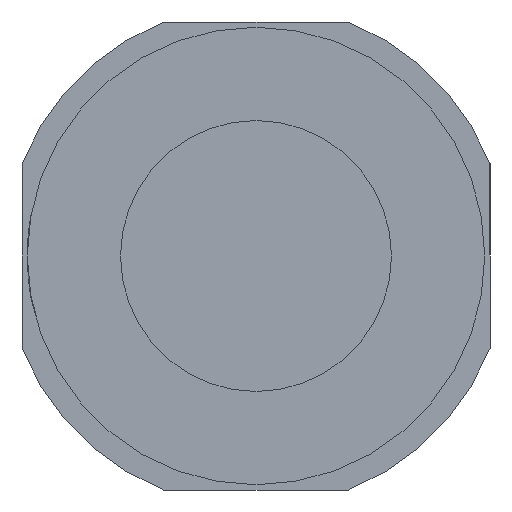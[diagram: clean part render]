
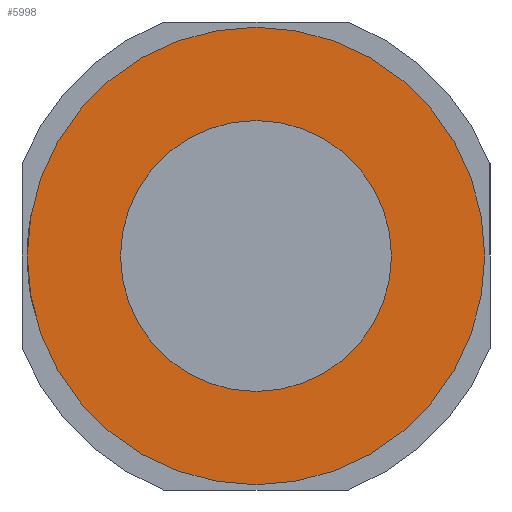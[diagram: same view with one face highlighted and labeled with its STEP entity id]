
A CAD part, left-side view. The second image highlights one B-rep face of the part: STEP entity #5998.
In plain terms, the highlighted planar face has unit normal (-1, 0, 0).
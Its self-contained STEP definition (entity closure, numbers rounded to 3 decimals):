
#1643 = CARTESIAN_POINT ( 'NONE',  ( 0., 0., 0. ) ) ;
#1644 = DIRECTION ( 'NONE',  ( -1., 0., 0. ) ) ;
#1645 = DIRECTION ( 'NONE',  ( 0., 0., 1. ) ) ;
#1753 = CARTESIAN_POINT ( 'NONE',  ( 0., 0., 0. ) ) ;
#1754 = DIRECTION ( 'NONE',  ( -1., 0., 0. ) ) ;
#1755 = DIRECTION ( 'NONE',  ( 0., 0., 1. ) ) ;
#1779 = CARTESIAN_POINT ( 'NONE',  ( 0., 0., 0. ) ) ;
#1780 = DIRECTION ( 'NONE',  ( -1., 0., 0. ) ) ;
#1781 = DIRECTION ( 'NONE',  ( 0., 0., 1. ) ) ;
#1785 = CARTESIAN_POINT ( 'NONE',  ( 0., 0., 0. ) ) ;
#1786 = DIRECTION ( 'NONE',  ( -1., 0., 0. ) ) ;
#1787 = DIRECTION ( 'NONE',  ( 0., 0., 1. ) ) ;
#2624 = CIRCLE ( 'NONE', #2628, 38.5 ) ;
#2628 = AXIS2_PLACEMENT_3D ( 'NONE', #1643, #1644, #1645 ) ;
#2638 = AXIS2_PLACEMENT_3D ( 'NONE', #10787, #10782, #10791 ) ;
#2733 = CIRCLE ( 'NONE', #2737, 38.5 ) ;
#2737 = AXIS2_PLACEMENT_3D ( 'NONE', #1779, #1780, #1781 ) ;
#2738 = CIRCLE ( 'NONE', #2742, 65. ) ;
#2742 = AXIS2_PLACEMENT_3D ( 'NONE', #1785, #1786, #1787 ) ;
#2750 = AXIS2_PLACEMENT_3D ( 'NONE', #1753, #1754, #1755 ) ;
#2755 = CIRCLE ( 'NONE', #2750, 65. ) ;
#5998 = ADVANCED_FACE ( 'NONE', ( #10785, #10783 ), #10789, .F. ) ;
#8354 = CARTESIAN_POINT ( 'NONE',  ( 0., 0., 38.5 ) ) ;
#8355 = CARTESIAN_POINT ( 'NONE',  ( 0., 0., -38.5 ) ) ;
#8359 = CARTESIAN_POINT ( 'NONE',  ( 0., 0., -65. ) ) ;
#8360 = CARTESIAN_POINT ( 'NONE',  ( 0., 0., 65. ) ) ;
#9095 = EDGE_CURVE ( 'NONE', #9735, #9734, #2624, .T. ) ;
#9127 = EDGE_CURVE ( 'NONE', #9740, #9739, #2755, .T. ) ;
#9135 = EDGE_CURVE ( 'NONE', #9734, #9735, #2733, .T. ) ;
#9137 = EDGE_CURVE ( 'NONE', #9739, #9740, #2738, .T. ) ;
#9533 = EDGE_LOOP ( 'NONE', ( #9931, #9934 ) ) ;
#9538 = EDGE_LOOP ( 'NONE', ( #9935, #9936 ) ) ;
#9734 = VERTEX_POINT ( 'NONE', #8354 ) ;
#9735 = VERTEX_POINT ( 'NONE', #8355 ) ;
#9739 = VERTEX_POINT ( 'NONE', #8359 ) ;
#9740 = VERTEX_POINT ( 'NONE', #8360 ) ;
#9931 = ORIENTED_EDGE ( 'NONE', *, *, #9135, .F. ) ;
#9934 = ORIENTED_EDGE ( 'NONE', *, *, #9095, .F. ) ;
#9935 = ORIENTED_EDGE ( 'NONE', *, *, #9127, .T. ) ;
#9936 = ORIENTED_EDGE ( 'NONE', *, *, #9137, .T. ) ;
#10782 = DIRECTION ( 'NONE',  ( 1., 0., 0. ) ) ;
#10783 = FACE_OUTER_BOUND ( 'NONE', #9538, .T. ) ;
#10785 = FACE_BOUND ( 'NONE', #9533, .T. ) ;
#10787 = CARTESIAN_POINT ( 'NONE',  ( 0., 38.5, 0. ) ) ;
#10789 = PLANE ( 'NONE',  #2638 ) ;
#10791 = DIRECTION ( 'NONE',  ( 0., 0., -1. ) ) ;
